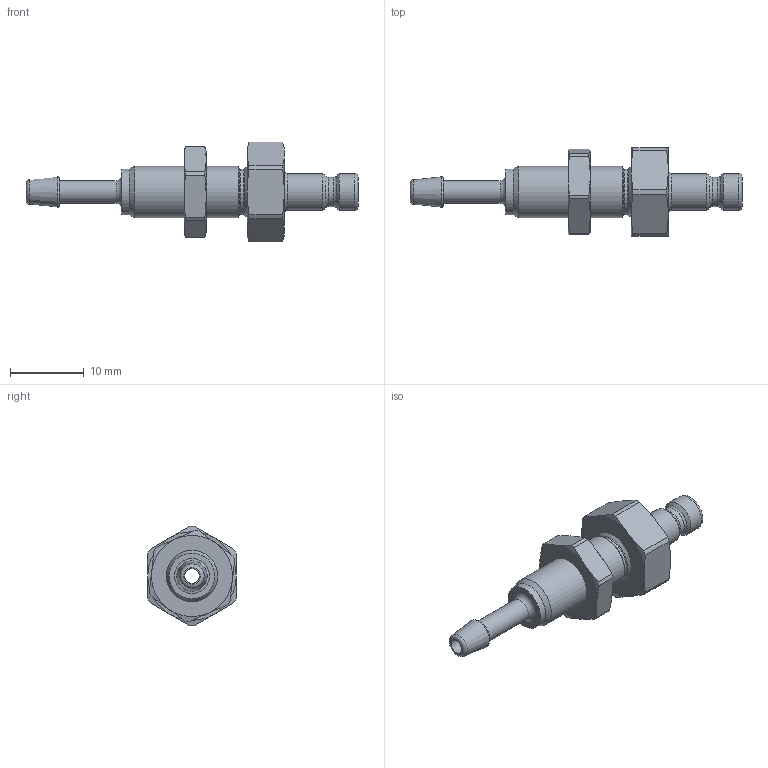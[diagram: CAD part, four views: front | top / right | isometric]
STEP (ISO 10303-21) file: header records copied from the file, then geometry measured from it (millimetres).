
FILE_DESCRIPTION((''),'2;1');
FILE_NAME('20sfts03mxn.stp','2012-09-14T09:17:38',('AS035480'),(''),'Autodesk Inventor 2011','Autodesk Inventor 2011','');
FILE_SCHEMA(('AUTOMOTIVE_DESIGN { 1 0 10303 214 1 1 1 1 }'));
Length unit declared in the file: millimetre
Products named in the file (3): D104240; D104206; D104103
Assembly tree (2 placements, depth 2):
  D104240
    D104206
    D104103
Bounding box: 45 x 12 x 13.5 mm (x, y, z)
Volume: 1550.6 mm3; surface area: 1754.2 mm2
Topology: 2 solids, 2 shells, 82 faces, 178 edges, 104 vertices
Faces by surface type: cone 31, cylinder 22, plane 20, torus 9
Full cylindrical faces by diameter (mm): 2 x1, 2.7 x1, 3.1 x1, 3.95 x1, 5 x2, 6.2 x2, 6.459 x1, 7 x1
Entity records: 2122 total; most frequent: CARTESIAN_POINT 439, DIRECTION 358, ORIENTED_EDGE 304, AXIS2_PLACEMENT_3D 167, EDGE_CURVE 152, EDGE_LOOP 116, VERTEX_POINT 104, FACE_OUTER_BOUND 82
